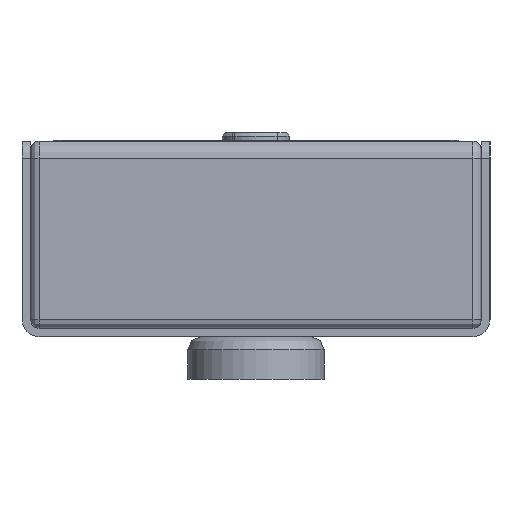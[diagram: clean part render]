
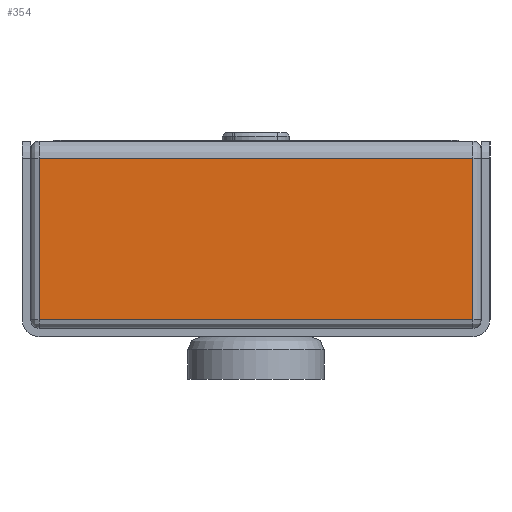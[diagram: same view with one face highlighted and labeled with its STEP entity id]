
A CAD part, left-side view. The second image highlights one B-rep face of the part: STEP entity #354.
In plain terms, the highlighted planar face has unit normal (-1, 0, 0).
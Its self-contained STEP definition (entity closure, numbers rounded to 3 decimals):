
#354 = ADVANCED_FACE( '', ( #775 ), #776, .F. );
#775 = FACE_OUTER_BOUND( '', #1210, .T. );
#776 = PLANE( '', #1211 );
#1210 = EDGE_LOOP( '', ( #2039, #2040, #2041, #2042 ) );
#1211 = AXIS2_PLACEMENT_3D( '', #2043, #2044, #2045 );
#2039 = ORIENTED_EDGE( '', *, *, #2475, .T. );
#2040 = ORIENTED_EDGE( '', *, *, #2487, .T. );
#2041 = ORIENTED_EDGE( '', *, *, #2352, .T. );
#2042 = ORIENTED_EDGE( '', *, *, #2377, .T. );
#2043 = CARTESIAN_POINT( '', ( -42., -26.5, -22. ) );
#2044 = DIRECTION( '', ( 1., 0., 0. ) );
#2045 = DIRECTION( '', ( 0., -1., 0. ) );
#2352 = EDGE_CURVE( '', #2793, #2794, #2795, .T. );
#2377 = EDGE_CURVE( '', #2794, #2828, #2830, .F. );
#2475 = EDGE_CURVE( '', #2828, #2957, #2959, .F. );
#2487 = EDGE_CURVE( '', #2957, #2793, #2972, .T. );
#2793 = VERTEX_POINT( '', #3325 );
#2794 = VERTEX_POINT( '', #3326 );
#2795 = LINE( '', #3327, #3328 );
#2828 = VERTEX_POINT( '', #3368 );
#2830 = LINE( '', #3370, #3371 );
#2957 = VERTEX_POINT( '', #3522 );
#2959 = LINE( '', #3524, #3525 );
#2972 = LINE( '', #3541, #3542 );
#3325 = CARTESIAN_POINT( '', ( -42., -25.5, -2. ) );
#3326 = CARTESIAN_POINT( '', ( -42., 25.5, -2. ) );
#3327 = CARTESIAN_POINT( '', ( -42., -26.5, -2. ) );
#3328 = VECTOR( '', #3848, 1000. );
#3368 = CARTESIAN_POINT( '', ( -42., 25.5, -21. ) );
#3370 = CARTESIAN_POINT( '', ( -42., 25.5, -22. ) );
#3371 = VECTOR( '', #3883, 1000. );
#3522 = CARTESIAN_POINT( '', ( -42., -25.5, -21. ) );
#3524 = CARTESIAN_POINT( '', ( -42., -26.5, -21. ) );
#3525 = VECTOR( '', #4004, 1000. );
#3541 = CARTESIAN_POINT( '', ( -42., -25.5, -22. ) );
#3542 = VECTOR( '', #4011, 1000. );
#3848 = DIRECTION( '', ( 0., 1., 0. ) );
#3883 = DIRECTION( '', ( 0., 0., 1. ) );
#4004 = DIRECTION( '', ( 0., 1., 0. ) );
#4011 = DIRECTION( '', ( 0., 0., 1. ) );
